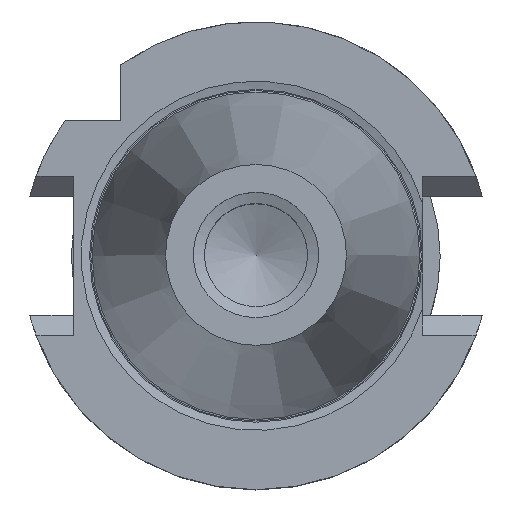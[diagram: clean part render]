
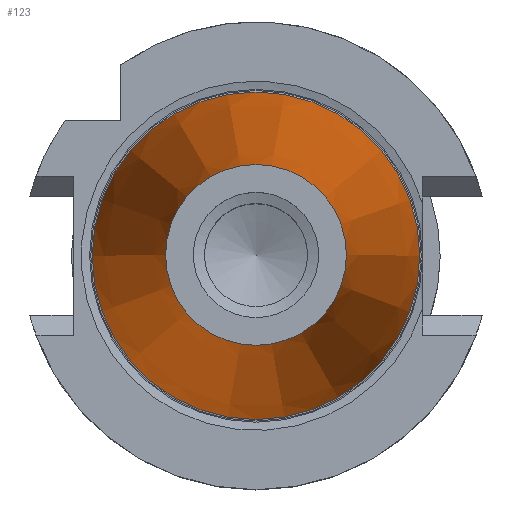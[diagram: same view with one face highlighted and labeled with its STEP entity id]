
A CAD part, top view. The second image highlights one B-rep face of the part: STEP entity #123.
In plain terms, the highlighted conical face has half-angle 8.298 degrees and reference radius 12.271 mm.
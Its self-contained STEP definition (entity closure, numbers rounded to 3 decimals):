
#55=CONICAL_SURFACE('',#996,12.271,8.298);
#89=FACE_BOUND('',#249,.T.);
#90=FACE_BOUND('',#250,.T.);
#123=ADVANCED_FACE('',(#89,#90),#55,.T.);
#249=EDGE_LOOP('',(#462));
#250=EDGE_LOOP('',(#463));
#462=ORIENTED_EDGE('',*,*,#803,.T.);
#463=ORIENTED_EDGE('',*,*,#801,.F.);
#711=VERTEX_POINT('',#1409);
#713=VERTEX_POINT('',#1415);
#801=EDGE_CURVE('',#711,#711,#920,.T.);
#803=EDGE_CURVE('',#713,#713,#922,.T.);
#920=CIRCLE('',#990,22.225);
#922=CIRCLE('',#994,12.271);
#990=AXIS2_PLACEMENT_3D('',#1408,#1123,#1124);
#994=AXIS2_PLACEMENT_3D('',#1414,#1131,#1132);
#996=AXIS2_PLACEMENT_3D('',#1417,#1135,#1136);
#1123=DIRECTION('',(0.,0.,-1.));
#1124=DIRECTION('',(-1.,0.,0.));
#1131=DIRECTION('',(0.,0.,-1.));
#1132=DIRECTION('',(-1.,0.,0.));
#1135=DIRECTION('',(0.,0.,-1.));
#1136=DIRECTION('',(-1.,0.,0.));
#1408=CARTESIAN_POINT('',(0.,0.,0.));
#1409=CARTESIAN_POINT('',(-22.225,0.,0.));
#1414=CARTESIAN_POINT('',(0.,0.,68.25));
#1415=CARTESIAN_POINT('',(-12.271,0.,68.25));
#1417=CARTESIAN_POINT('',(0.,0.,68.25));
